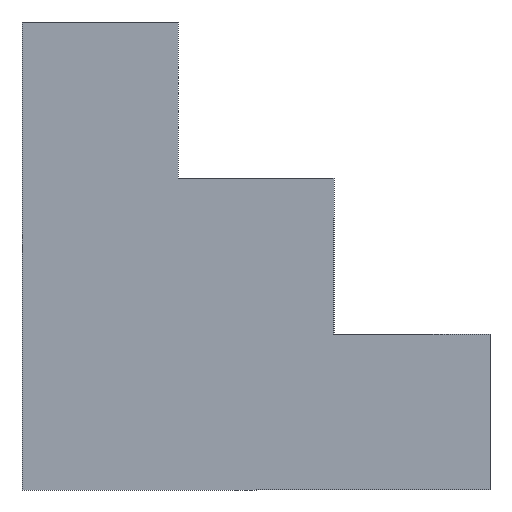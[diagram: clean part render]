
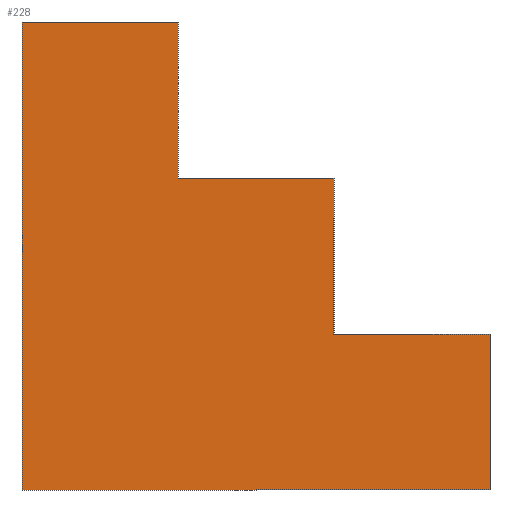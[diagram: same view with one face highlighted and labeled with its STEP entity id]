
A CAD part, left-side view. The second image highlights one B-rep face of the part: STEP entity #228.
In plain terms, the highlighted planar face has unit normal (-1, 0, 0).
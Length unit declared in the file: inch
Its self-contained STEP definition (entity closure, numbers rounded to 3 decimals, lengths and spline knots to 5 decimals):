
#9 = VERTEX_POINT ( 'NONE', #306 ) ;
#14 = EDGE_CURVE ( 'NONE', #9, #257, #191, .T. ) ;
#17 = CARTESIAN_POINT ( 'NONE',  ( 5.825, 5., 5. ) ) ;
#19 = ORIENTED_EDGE ( 'NONE', *, *, #156, .T. ) ;
#23 = EDGE_CURVE ( 'NONE', #168, #215, #275, .T. ) ;
#26 = DIRECTION ( 'NONE',  ( 0., -1., 0. ) ) ;
#38 = DIRECTION ( 'NONE',  ( 0., 0., -1. ) ) ;
#39 = DIRECTION ( 'NONE',  ( 1., 0., 0. ) ) ;
#53 = VECTOR ( 'NONE', #26, 39.37008 ) ;
#62 = EDGE_CURVE ( 'NONE', #357, #70, #162, .T. ) ;
#63 = ORIENTED_EDGE ( 'NONE', *, *, #211, .F. ) ;
#64 = CARTESIAN_POINT ( 'NONE',  ( 5.825, 9., 3. ) ) ;
#70 = VERTEX_POINT ( 'NONE', #84 ) ;
#72 = EDGE_CURVE ( 'NONE', #157, #357, #287, .T. ) ;
#73 = DIRECTION ( 'NONE',  ( 0., 0., -1. ) ) ;
#75 = ORIENTED_EDGE ( 'NONE', *, *, #62, .F. ) ;
#76 = CARTESIAN_POINT ( 'NONE',  ( 5.825, 9., 3. ) ) ;
#84 = CARTESIAN_POINT ( 'NONE',  ( 5.825, 7., 5. ) ) ;
#90 = CARTESIAN_POINT ( 'NONE',  ( 5.825, 5., 5. ) ) ;
#94 = VECTOR ( 'NONE', #364, 39.37008 ) ;
#103 = CARTESIAN_POINT ( 'NONE',  ( 5.825, 3., 3. ) ) ;
#105 = VECTOR ( 'NONE', #199, 39.37008 ) ;
#113 = VECTOR ( 'NONE', #333, 39.37008 ) ;
#126 = VECTOR ( 'NONE', #340, 39.37008 ) ;
#136 = CARTESIAN_POINT ( 'NONE',  ( 5.825, 7., 7. ) ) ;
#140 = CARTESIAN_POINT ( 'NONE',  ( 5.825, 9., 7. ) ) ;
#142 = CARTESIAN_POINT ( 'NONE',  ( 5.825, 9., 7. ) ) ;
#154 = CARTESIAN_POINT ( 'NONE',  ( 5.825, 3., 1. ) ) ;
#156 = EDGE_CURVE ( 'NONE', #349, #257, #230, .T. ) ;
#157 = VERTEX_POINT ( 'NONE', #140 ) ;
#162 = LINE ( 'NONE', #136, #113 ) ;
#166 = AXIS2_PLACEMENT_3D ( 'NONE', #64, #39, #38 ) ;
#168 = VERTEX_POINT ( 'NONE', #90 ) ;
#171 = CARTESIAN_POINT ( 'NONE',  ( 5.825, 9., 3. ) ) ;
#185 = ORIENTED_EDGE ( 'NONE', *, *, #72, .F. ) ;
#191 = LINE ( 'NONE', #103, #266 ) ;
#199 = DIRECTION ( 'NONE',  ( 0., 0., -1. ) ) ;
#211 = EDGE_CURVE ( 'NONE', #215, #9, #285, .T. ) ;
#212 = FACE_OUTER_BOUND ( 'NONE', #270, .T. ) ;
#215 = VERTEX_POINT ( 'NONE', #237 ) ;
#220 = CARTESIAN_POINT ( 'NONE',  ( 5.825, 7., 7. ) ) ;
#225 = LINE ( 'NONE', #274, #259 ) ;
#228 = ADVANCED_FACE ( 'NONE', ( #212 ), #319, .F. ) ;
#230 = LINE ( 'NONE', #338, #126 ) ;
#237 = CARTESIAN_POINT ( 'NONE',  ( 5.825, 5., 3. ) ) ;
#240 = ORIENTED_EDGE ( 'NONE', *, *, #23, .F. ) ;
#252 = ORIENTED_EDGE ( 'NONE', *, *, #271, .T. ) ;
#257 = VERTEX_POINT ( 'NONE', #154 ) ;
#258 = DIRECTION ( 'NONE',  ( 0., -1., 0. ) ) ;
#259 = VECTOR ( 'NONE', #258, 39.37008 ) ;
#261 = DIRECTION ( 'NONE',  ( 0., -1., 0. ) ) ;
#266 = VECTOR ( 'NONE', #73, 39.37008 ) ;
#270 = EDGE_LOOP ( 'NONE', ( #19, #323, #63, #240, #277, #75, #185, #252 ) ) ;
#271 = EDGE_CURVE ( 'NONE', #157, #349, #335, .T. ) ;
#274 = CARTESIAN_POINT ( 'NONE',  ( 5.825, 9., 5. ) ) ;
#275 = LINE ( 'NONE', #17, #105 ) ;
#277 = ORIENTED_EDGE ( 'NONE', *, *, #369, .F. ) ;
#284 = CARTESIAN_POINT ( 'NONE',  ( 5.825, 9., 1. ) ) ;
#285 = LINE ( 'NONE', #171, #53 ) ;
#287 = LINE ( 'NONE', #142, #347 ) ;
#306 = CARTESIAN_POINT ( 'NONE',  ( 5.825, 3., 3. ) ) ;
#319 = PLANE ( 'NONE',  #166 ) ;
#323 = ORIENTED_EDGE ( 'NONE', *, *, #14, .F. ) ;
#333 = DIRECTION ( 'NONE',  ( 0., 0., -1. ) ) ;
#335 = LINE ( 'NONE', #76, #94 ) ;
#338 = CARTESIAN_POINT ( 'NONE',  ( 5.825, 9., 1. ) ) ;
#340 = DIRECTION ( 'NONE',  ( 0., -1., 0. ) ) ;
#347 = VECTOR ( 'NONE', #261, 39.37008 ) ;
#349 = VERTEX_POINT ( 'NONE', #284 ) ;
#357 = VERTEX_POINT ( 'NONE', #220 ) ;
#364 = DIRECTION ( 'NONE',  ( 0., 0., -1. ) ) ;
#369 = EDGE_CURVE ( 'NONE', #70, #168, #225, .T. ) ;
